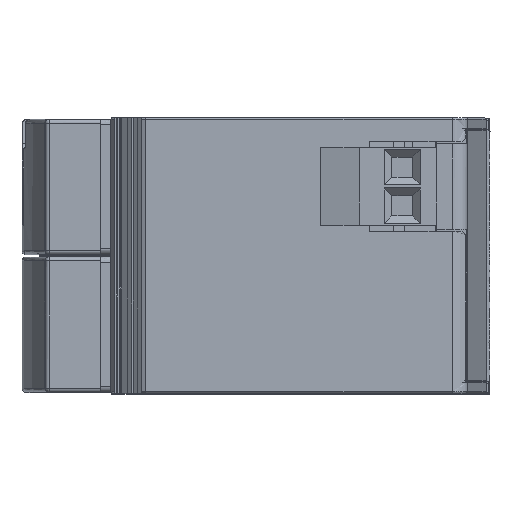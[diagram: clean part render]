
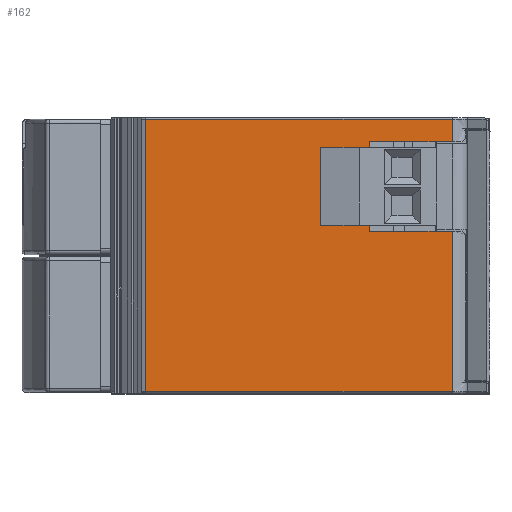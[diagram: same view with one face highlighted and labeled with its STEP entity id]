
A CAD part, top view. The second image highlights one B-rep face of the part: STEP entity #162.
In plain terms, the highlighted planar face has unit normal (0, 0, 1).
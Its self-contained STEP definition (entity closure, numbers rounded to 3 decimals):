
#162=ADVANCED_FACE('',(#1206),#16167,.T.);
#1206=FACE_OUTER_BOUND('',#2252,.T.);
#2252=EDGE_LOOP('',(#3607,#3608,#3609,#3610,#3611,#3612,#3613,#3614));
#3607=ORIENTED_EDGE('',*,*,#8954,.T.);
#3608=ORIENTED_EDGE('',*,*,#8946,.T.);
#3609=ORIENTED_EDGE('',*,*,#8896,.T.);
#3610=ORIENTED_EDGE('',*,*,#8858,.T.);
#3611=ORIENTED_EDGE('',*,*,#8888,.T.);
#3612=ORIENTED_EDGE('',*,*,#8918,.T.);
#3613=ORIENTED_EDGE('',*,*,#8928,.T.);
#3614=ORIENTED_EDGE('',*,*,#8951,.T.);
#8858=EDGE_CURVE('',#14401,#14402,#11609,.T.);
#8888=EDGE_CURVE('',#14402,#14430,#13294,.T.);
#8896=EDGE_CURVE('',#14437,#14401,#11628,.T.);
#8918=EDGE_CURVE('',#14430,#14446,#11646,.T.);
#8928=EDGE_CURVE('',#14446,#14456,#13310,.T.);
#8946=EDGE_CURVE('',#14472,#14437,#11660,.T.);
#8951=EDGE_CURVE('',#14456,#14476,#11664,.T.);
#8954=EDGE_CURVE('',#14476,#14472,#11665,.T.);
#11609=B_SPLINE_CURVE_WITH_KNOTS('',1,(#23868,#23869),.UNSPECIFIED.,.F.,
 .F.,(2,2),(0.,2.9),.UNSPECIFIED.);
#11628=B_SPLINE_CURVE_WITH_KNOTS('',1,(#24177,#24178),.UNSPECIFIED.,.F.,
 .F.,(2,2),(-10.722,0.),.UNSPECIFIED.);
#11646=B_SPLINE_CURVE_WITH_KNOTS('',1,(#24255,#24256),.UNSPECIFIED.,.F.,
 .F.,(2,2),(-35.2,0.),.UNSPECIFIED.);
#11660=B_SPLINE_CURVE_WITH_KNOTS('',1,(#24373,#24374),.UNSPECIFIED.,.F.,
 .F.,(2,2),(-11.6,0.),.UNSPECIFIED.);
#11664=B_SPLINE_CURVE_WITH_KNOTS('',1,(#24384,#24385),.UNSPECIFIED.,.F.,
 .F.,(2,2),(-20.7,0.),.UNSPECIFIED.);
#11665=B_SPLINE_CURVE_WITH_KNOTS('',1,(#24405,#24406),.UNSPECIFIED.,.F.,
 .F.,(2,2),(0.,10.722),.UNSPECIFIED.);
#13294=(
BOUNDED_CURVE()
B_SPLINE_CURVE(3,(#24122,#24123,#24124,#24125,#24126,#24127,#24128),
 .UNSPECIFIED.,.F.,.F.)
B_SPLINE_CURVE_WITH_KNOTS((4,3,4),(0.,0.128,39.655),
 .UNSPECIFIED.)
CURVE()
GEOMETRIC_REPRESENTATION_ITEM()
RATIONAL_B_SPLINE_CURVE((1.,1.,1.,1.,
1.,1.,1.))
REPRESENTATION_ITEM('')
);
#13310=(
BOUNDED_CURVE()
B_SPLINE_CURVE(3,(#24321,#24322,#24323,#24324,#24325,#24326,#24327,#24328,
#24329,#24330),.UNSPECIFIED.,.F.,.F.)
B_SPLINE_CURVE_WITH_KNOTS((4,3,3,4),(-39.655,-19.827,
-0.128,0.),.UNSPECIFIED.)
CURVE()
GEOMETRIC_REPRESENTATION_ITEM()
RATIONAL_B_SPLINE_CURVE((1.,1.,1.,1.,1.,1.,
1.,1.,1.,1.))
REPRESENTATION_ITEM('')
);
#14401=VERTEX_POINT('',#23378);
#14402=VERTEX_POINT('',#23379);
#14430=VERTEX_POINT('',#23407);
#14437=VERTEX_POINT('',#23414);
#14446=VERTEX_POINT('',#23423);
#14456=VERTEX_POINT('',#23433);
#14472=VERTEX_POINT('',#23449);
#14476=VERTEX_POINT('',#23453);
#16167=PLANE('',#17388);
#17388=AXIS2_PLACEMENT_3D('',#19383,#18013,$);
#18013=DIRECTION('',(0.,0.,1.));
#19383=CARTESIAN_POINT('',(-48.499,-21.121,88.638));
#23378=CARTESIAN_POINT('',(-4.878,14.7,88.638));
#23379=CARTESIAN_POINT('',(-4.878,17.6,88.638));
#23407=CARTESIAN_POINT('',(-44.533,17.6,88.638));
#23414=CARTESIAN_POINT('',(-15.6,14.7,88.638));
#23423=CARTESIAN_POINT('',(-44.533,-17.6,88.638));
#23433=CARTESIAN_POINT('',(-4.878,-17.6,88.638));
#23449=CARTESIAN_POINT('',(-15.6,3.1,88.638));
#23453=CARTESIAN_POINT('',(-4.878,3.1,88.638));
#23868=CARTESIAN_POINT('',(-4.878,14.7,88.638));
#23869=CARTESIAN_POINT('',(-4.878,17.6,88.638));
#24122=CARTESIAN_POINT('',(-4.878,17.6,88.638));
#24123=CARTESIAN_POINT('',(-4.921,17.6,88.638));
#24124=CARTESIAN_POINT('',(-4.964,17.6,88.638));
#24125=CARTESIAN_POINT('',(-5.006,17.6,88.638));
#24126=CARTESIAN_POINT('',(-18.182,17.6,88.638));
#24127=CARTESIAN_POINT('',(-31.357,17.6,88.638));
#24128=CARTESIAN_POINT('',(-44.533,17.6,88.638));
#24177=CARTESIAN_POINT('',(-15.6,14.7,88.638));
#24178=CARTESIAN_POINT('',(-4.878,14.7,88.638));
#24255=CARTESIAN_POINT('',(-44.533,17.6,88.638));
#24256=CARTESIAN_POINT('',(-44.533,-17.6,88.638));
#24321=CARTESIAN_POINT('',(-44.533,-17.6,88.638));
#24322=CARTESIAN_POINT('',(-37.924,-17.6,88.638));
#24323=CARTESIAN_POINT('',(-31.314,-17.6,88.638));
#24324=CARTESIAN_POINT('',(-24.705,-17.6,88.638));
#24325=CARTESIAN_POINT('',(-18.139,-17.6,88.638));
#24326=CARTESIAN_POINT('',(-11.573,-17.6,88.638));
#24327=CARTESIAN_POINT('',(-5.006,-17.6,88.638));
#24328=CARTESIAN_POINT('',(-4.964,-17.6,88.638));
#24329=CARTESIAN_POINT('',(-4.921,-17.6,88.638));
#24330=CARTESIAN_POINT('',(-4.878,-17.6,88.638));
#24373=CARTESIAN_POINT('',(-15.6,3.1,88.638));
#24374=CARTESIAN_POINT('',(-15.6,14.7,88.638));
#24384=CARTESIAN_POINT('',(-4.878,-17.6,88.638));
#24385=CARTESIAN_POINT('',(-4.878,3.1,88.638));
#24405=CARTESIAN_POINT('',(-4.878,3.1,88.638));
#24406=CARTESIAN_POINT('',(-15.6,3.1,88.638));
